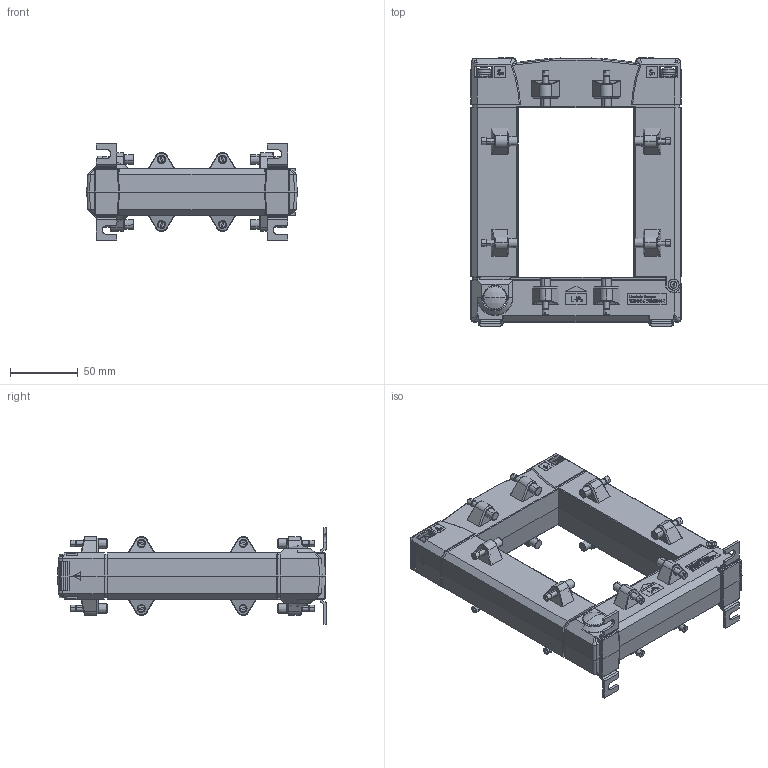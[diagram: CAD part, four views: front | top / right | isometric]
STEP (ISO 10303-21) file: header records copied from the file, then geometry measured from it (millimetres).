
FILE_DESCRIPTION (( 'STEP AP214' ), '1' );
FILE_NAME ('KBU_812_kpl_2016-04-19.STEP', '2016-04-19T07:43:41', ( '' ), ( '' ), 'SwSTEP 2.0', 'SolidWorks 2015', '' );
FILE_SCHEMA (( 'AUTOMOTIVE_DESIGN' ));
Length unit declared in the file: millimetre
Products named in the file (15): Gehause-Unterteil_KBU812_Einstellungen f〉 Unterteil; Gehaeuse-Oberteil_Deckel_KBU812; Gehaeuse-Oberteil_KBU812_Einstellungen f〉 Oberteil; Verschlussklappe; Klemme; KBU_812_kpl_2016-04-19; Plastiteschraube_mit_Schutzkappe; Isolierschutzkappe; Plastite_Schraube; Zylinderstift; Fusswinkel; Linsenschraube DIN 7985 4.8 VZ M 5 x 10; Scheibe DIN 125 ST 5,3; Betaetigungsknopf; Gehaeuse-Unterteil_Deckel_KBU812
Assembly tree (41 placements, depth 3):
  KBU_812_kpl_2016-04-19
    Klemme  x2
    Verschlussklappe  x2
    Gehaeuse-Oberteil_KBU812_Einstellungen f〉 Oberteil
    Gehaeuse-Oberteil_Deckel_KBU812
    Gehause-Unterteil_KBU812_Einstellungen f〉 Unterteil
    Gehaeuse-Unterteil_Deckel_KBU812
    Betaetigungsknopf  x2
    Scheibe DIN 125 ST 5,3  x4
    Linsenschraube DIN 7985 4.8 VZ M 5 x 10  x4
    Fusswinkel  x4
    Zylinderstift
    Plastiteschraube_mit_Schutzkappe  x16
      Plastite_Schraube
      Isolierschutzkappe
Bounding box: 155.4 x 198.15 x 71 mm (x, y, z)
Volume: 243640.4 mm3; surface area: 206419.3 mm2
Topology: 55 solids, 55 shells, 3911 faces, 10068 edges, 6406 vertices
Faces by surface type: plane 2017, cylinder 815, cone 594, bspline 291, torus 150, sphere 44
Entity records: 109778 total; most frequent: CARTESIAN_POINT 35245, ORIENTED_EDGE 16552, DIRECTION 13847, EDGE_CURVE 8276, VERTEX_POINT 5318, VECTOR 5231, LINE 5231, AXIS2_PLACEMENT_3D 4308
